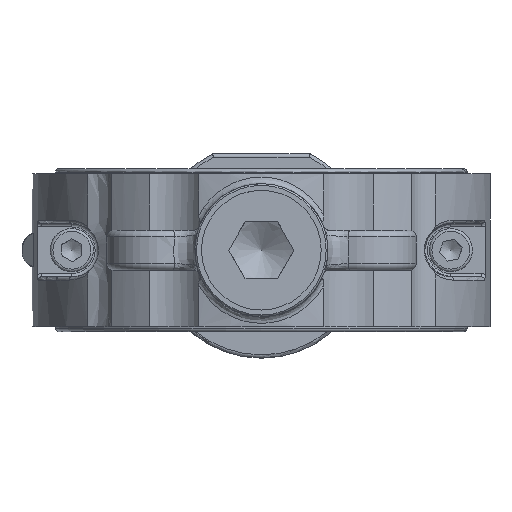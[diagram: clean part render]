
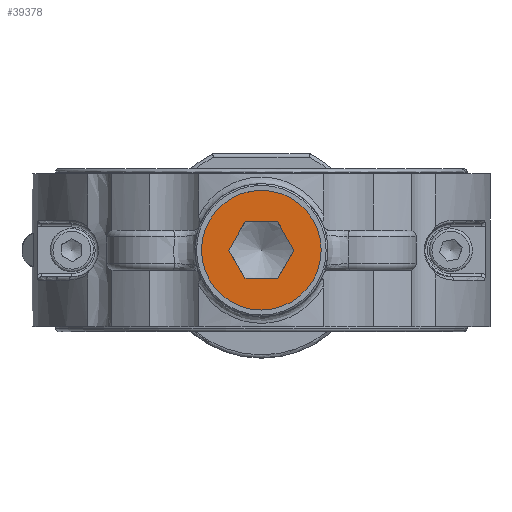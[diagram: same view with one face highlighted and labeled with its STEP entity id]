
A CAD part, front view. The second image highlights one B-rep face of the part: STEP entity #39378.
In plain terms, the highlighted planar face has unit normal (0, -1, 0).
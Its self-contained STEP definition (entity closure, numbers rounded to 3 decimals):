
#39308=CARTESIAN_POINT('',(0.025,-101.,18.));
#39309=VERTEX_POINT('',#39308);
#39310=CARTESIAN_POINT('',(0.,-101.,0.));
#39311=DIRECTION('',(0.,1.,0.));
#39312=DIRECTION('',(0.001,0.,1.));
#39313=AXIS2_PLACEMENT_3D('',#39310,#39311,#39312);
#39314=CIRCLE('',#39313,18.0);
#39315=EDGE_CURVE('',#39309,#39309,#39314,.T.);
#39320=CARTESIAN_POINT('',(0.019,-101.,13.907));
#39321=DIRECTION('',(0.0,-1.0,0.0));
#39322=DIRECTION('',(1.,0.0,-0.001));
#39323=AXIS2_PLACEMENT_3D('',#39320,#39321,#39322);
#39324=PLANE('',#39323);
#39325=ORIENTED_EDGE('',*,*,#39315,.F.);
#39326=EDGE_LOOP('',(#39325));
#39327=FACE_OUTER_BOUND('',#39326,.T.);
#39328=CARTESIAN_POINT('',(4.919,-101.,8.493));
#39329=VERTEX_POINT('',#39328);
#39330=CARTESIAN_POINT('',(9.815,-101.,-0.014));
#39331=VERTEX_POINT('',#39330);
#39332=CARTESIAN_POINT('',(4.919,-101.,8.493));
#39333=DIRECTION('',(0.499,0.,-0.867));
#39334=VECTOR('',#39333,9.815);
#39335=LINE('',#39332,#39334);
#39336=EDGE_CURVE('',#39329,#39331,#39335,.T.);
#39337=ORIENTED_EDGE('',*,*,#39336,.T.);
#39338=CARTESIAN_POINT('',(4.896,-101.,-8.507));
#39339=VERTEX_POINT('',#39338);
#39340=CARTESIAN_POINT('',(9.815,-101.,-0.014));
#39341=DIRECTION('',(-0.501,0.,-0.865));
#39342=VECTOR('',#39341,9.815);
#39343=LINE('',#39340,#39342);
#39344=EDGE_CURVE('',#39331,#39339,#39343,.T.);
#39345=ORIENTED_EDGE('',*,*,#39344,.T.);
#39346=CARTESIAN_POINT('',(-4.919,-101.,-8.493));
#39347=VERTEX_POINT('',#39346);
#39348=CARTESIAN_POINT('',(4.896,-101.,-8.507));
#39349=DIRECTION('',(-1.,0.,0.001));
#39350=VECTOR('',#39349,9.815);
#39351=LINE('',#39348,#39350);
#39352=EDGE_CURVE('',#39339,#39347,#39351,.T.);
#39353=ORIENTED_EDGE('',*,*,#39352,.T.);
#39354=CARTESIAN_POINT('',(-9.815,-101.,0.014));
#39355=VERTEX_POINT('',#39354);
#39356=CARTESIAN_POINT('',(-4.919,-101.,-8.493));
#39357=DIRECTION('',(-0.499,0.,0.867));
#39358=VECTOR('',#39357,9.815);
#39359=LINE('',#39356,#39358);
#39360=EDGE_CURVE('',#39347,#39355,#39359,.T.);
#39361=ORIENTED_EDGE('',*,*,#39360,.T.);
#39362=CARTESIAN_POINT('',(-4.896,-101.,8.507));
#39363=VERTEX_POINT('',#39362);
#39364=CARTESIAN_POINT('',(-9.815,-101.,0.014));
#39365=DIRECTION('',(0.501,0.,0.865));
#39366=VECTOR('',#39365,9.815);
#39367=LINE('',#39364,#39366);
#39368=EDGE_CURVE('',#39355,#39363,#39367,.T.);
#39369=ORIENTED_EDGE('',*,*,#39368,.T.);
#39370=CARTESIAN_POINT('',(-4.896,-101.,8.507));
#39371=DIRECTION('',(1.,0.,-0.001));
#39372=VECTOR('',#39371,9.815);
#39373=LINE('',#39370,#39372);
#39374=EDGE_CURVE('',#39363,#39329,#39373,.T.);
#39375=ORIENTED_EDGE('',*,*,#39374,.T.);
#39376=EDGE_LOOP('',(#39337,#39345,#39353,#39361,#39369,#39375));
#39377=FACE_BOUND('',#39376,.T.);
#39378=ADVANCED_FACE('',(#39327,#39377),#39324,.T.);
